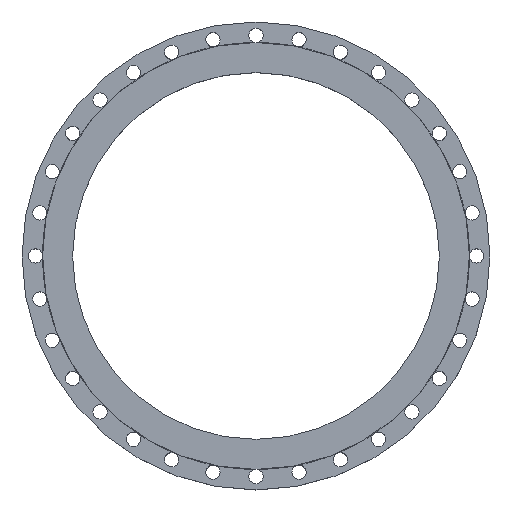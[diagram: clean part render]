
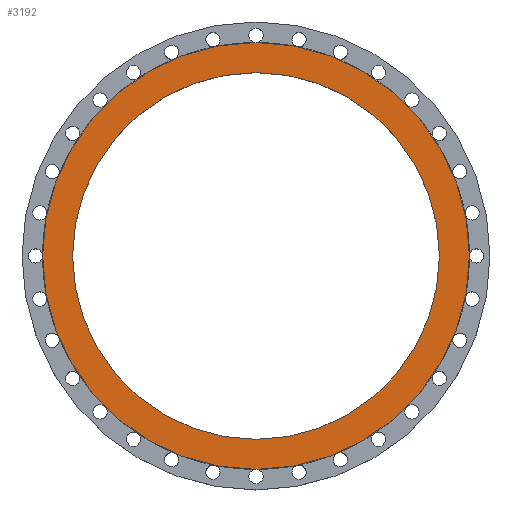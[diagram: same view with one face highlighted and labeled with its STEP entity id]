
A CAD part, top view. The second image highlights one B-rep face of the part: STEP entity #3192.
In plain terms, the highlighted planar face has unit normal (0, 0, 1).
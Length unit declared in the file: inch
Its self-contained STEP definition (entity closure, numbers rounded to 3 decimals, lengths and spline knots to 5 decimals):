
#31 = CARTESIAN_POINT ( 'NONE',  ( 14.5, 0., 0. ) ) ;
#36 = CIRCLE ( 'NONE', #264, 14.5 ) ;
#119 = FACE_BOUND ( 'NONE', #1869, .T. ) ;
#134 = CARTESIAN_POINT ( 'NONE',  ( 0., 14.5, 0. ) ) ;
#170 = PLANE ( 'NONE',  #327 ) ;
#264 = AXIS2_PLACEMENT_3D ( 'NONE', #1620, #1127, #886 ) ;
#313 = ORIENTED_EDGE ( 'NONE', *, *, #3374, .F. ) ;
#327 = AXIS2_PLACEMENT_3D ( 'NONE', #134, #670, #2463 ) ;
#348 = EDGE_CURVE ( 'NONE', #2551, #1535, #2044, .T. ) ;
#596 = VERTEX_POINT ( 'NONE', #31 ) ;
#670 = DIRECTION ( 'NONE',  ( 0., 0., -1. ) ) ;
#886 = DIRECTION ( 'NONE',  ( 1., 0., 0. ) ) ;
#985 = AXIS2_PLACEMENT_3D ( 'NONE', #1829, #3377, #2360 ) ;
#1127 = DIRECTION ( 'NONE',  ( 0., 0., 1. ) ) ;
#1135 = CARTESIAN_POINT ( 'NONE',  ( 0., 0., 0. ) ) ;
#1234 = AXIS2_PLACEMENT_3D ( 'NONE', #1135, #1865, #2963 ) ;
#1283 = CARTESIAN_POINT ( 'NONE',  ( -16.875, 0., 0. ) ) ;
#1421 = ORIENTED_EDGE ( 'NONE', *, *, #2559, .T. ) ;
#1535 = VERTEX_POINT ( 'NONE', #2563 ) ;
#1620 = CARTESIAN_POINT ( 'NONE',  ( 0., 0., 0. ) ) ;
#1829 = CARTESIAN_POINT ( 'NONE',  ( 0., 0., 0. ) ) ;
#1865 = DIRECTION ( 'NONE',  ( 0., 0., 1. ) ) ;
#1869 = EDGE_LOOP ( 'NONE', ( #3270, #313 ) ) ;
#2011 = AXIS2_PLACEMENT_3D ( 'NONE', #2077, #3131, #2575 ) ;
#2044 = CIRCLE ( 'NONE', #1234, 16.875 ) ;
#2077 = CARTESIAN_POINT ( 'NONE',  ( 0., 0., 0. ) ) ;
#2097 = EDGE_CURVE ( 'NONE', #596, #2306, #36, .T. ) ;
#2155 = ORIENTED_EDGE ( 'NONE', *, *, #348, .T. ) ;
#2306 = VERTEX_POINT ( 'NONE', #2523 ) ;
#2360 = DIRECTION ( 'NONE',  ( 1., 0., 0. ) ) ;
#2463 = DIRECTION ( 'NONE',  ( -1., 0., 0. ) ) ;
#2514 = FACE_OUTER_BOUND ( 'NONE', #2942, .T. ) ;
#2523 = CARTESIAN_POINT ( 'NONE',  ( -14.5, 0., 0. ) ) ;
#2551 = VERTEX_POINT ( 'NONE', #1283 ) ;
#2559 = EDGE_CURVE ( 'NONE', #1535, #2551, #3329, .T. ) ;
#2563 = CARTESIAN_POINT ( 'NONE',  ( 16.875, 0., 0. ) ) ;
#2575 = DIRECTION ( 'NONE',  ( 1., 0., 0. ) ) ;
#2942 = EDGE_LOOP ( 'NONE', ( #1421, #2155 ) ) ;
#2963 = DIRECTION ( 'NONE',  ( 1., 0., 0. ) ) ;
#3060 = CIRCLE ( 'NONE', #985, 14.5 ) ;
#3131 = DIRECTION ( 'NONE',  ( 0., 0., 1. ) ) ;
#3192 = ADVANCED_FACE ( 'NONE', ( #119, #2514 ), #170, .F. ) ;
#3270 = ORIENTED_EDGE ( 'NONE', *, *, #2097, .F. ) ;
#3329 = CIRCLE ( 'NONE', #2011, 16.875 ) ;
#3374 = EDGE_CURVE ( 'NONE', #2306, #596, #3060, .T. ) ;
#3377 = DIRECTION ( 'NONE',  ( 0., 0., 1. ) ) ;
